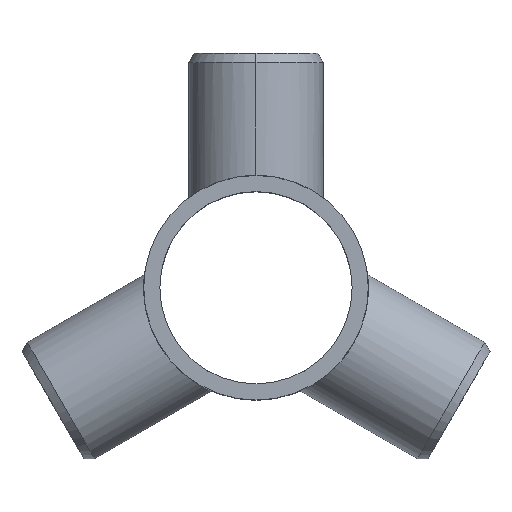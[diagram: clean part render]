
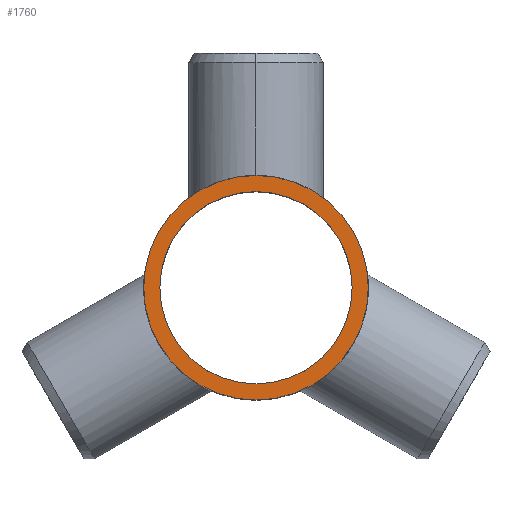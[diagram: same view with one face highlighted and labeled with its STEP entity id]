
A CAD part, top view. The second image highlights one B-rep face of the part: STEP entity #1760.
In plain terms, the highlighted planar face has unit normal (0, 0, 1).
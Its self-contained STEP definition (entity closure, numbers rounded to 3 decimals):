
#77 = AXIS2_PLACEMENT_3D ( 'NONE', #1254, #3658, #4381 ) ;
#161 = PLANE ( 'NONE',  #647 ) ;
#368 = CARTESIAN_POINT ( 'NONE',  ( 0., 0., 0. ) ) ;
#396 = ORIENTED_EDGE ( 'NONE', *, *, #2282, .T. ) ;
#435 = ORIENTED_EDGE ( 'NONE', *, *, #2949, .T. ) ;
#461 = CARTESIAN_POINT ( 'NONE',  ( 18.4, 0., 0. ) ) ;
#560 = CIRCLE ( 'NONE', #4154, 15.75 ) ;
#647 = AXIS2_PLACEMENT_3D ( 'NONE', #3699, #3283, #4856 ) ;
#1254 = CARTESIAN_POINT ( 'NONE',  ( 0., 0., 0. ) ) ;
#1410 = DIRECTION ( 'NONE',  ( 0., 0., 1. ) ) ;
#1413 = EDGE_CURVE ( 'NONE', #2129, #4002, #560, .T. ) ;
#1617 = CIRCLE ( 'NONE', #3500, 18.4 ) ;
#1760 = ADVANCED_FACE ( 'NONE', ( #4109, #4055 ), #161, .F. ) ;
#1893 = VERTEX_POINT ( 'NONE', #461 ) ;
#2115 = VERTEX_POINT ( 'NONE', #2902 ) ;
#2129 = VERTEX_POINT ( 'NONE', #3997 ) ;
#2261 = CARTESIAN_POINT ( 'NONE',  ( 0., 0., 0. ) ) ;
#2282 = EDGE_CURVE ( 'NONE', #1893, #2115, #1617, .T. ) ;
#2438 = ORIENTED_EDGE ( 'NONE', *, *, #2445, .T. ) ;
#2445 = EDGE_CURVE ( 'NONE', #2115, #1893, #4984, .T. ) ;
#2902 = CARTESIAN_POINT ( 'NONE',  ( -18.4, 0., 0. ) ) ;
#2949 = EDGE_CURVE ( 'NONE', #4002, #2129, #3004, .T. ) ;
#2959 = DIRECTION ( 'NONE',  ( 1., 0., 0. ) ) ;
#3004 = CIRCLE ( 'NONE', #3823, 15.75 ) ;
#3051 = EDGE_LOOP ( 'NONE', ( #3703, #435 ) ) ;
#3283 = DIRECTION ( 'NONE',  ( 0., 0., -1. ) ) ;
#3500 = AXIS2_PLACEMENT_3D ( 'NONE', #2261, #1410, #2959 ) ;
#3632 = CARTESIAN_POINT ( 'NONE',  ( 15.75, 0., 0. ) ) ;
#3658 = DIRECTION ( 'NONE',  ( 0., 0., 1. ) ) ;
#3699 = CARTESIAN_POINT ( 'NONE',  ( 0., 18.4, 0. ) ) ;
#3703 = ORIENTED_EDGE ( 'NONE', *, *, #1413, .T. ) ;
#3823 = AXIS2_PLACEMENT_3D ( 'NONE', #4749, #4390, #4440 ) ;
#3833 = DIRECTION ( 'NONE',  ( -1., 0., 0. ) ) ;
#3997 = CARTESIAN_POINT ( 'NONE',  ( -15.75, 0., 0. ) ) ;
#4002 = VERTEX_POINT ( 'NONE', #3632 ) ;
#4055 = FACE_OUTER_BOUND ( 'NONE', #5017, .T. ) ;
#4109 = FACE_BOUND ( 'NONE', #3051, .T. ) ;
#4154 = AXIS2_PLACEMENT_3D ( 'NONE', #368, #4286, #3833 ) ;
#4286 = DIRECTION ( 'NONE',  ( 0., 0., -1. ) ) ;
#4381 = DIRECTION ( 'NONE',  ( 1., 0., 0. ) ) ;
#4390 = DIRECTION ( 'NONE',  ( 0., 0., -1. ) ) ;
#4440 = DIRECTION ( 'NONE',  ( -1., 0., 0. ) ) ;
#4749 = CARTESIAN_POINT ( 'NONE',  ( 0., 0., 0. ) ) ;
#4856 = DIRECTION ( 'NONE',  ( 0., -1., 0. ) ) ;
#4984 = CIRCLE ( 'NONE', #77, 18.4 ) ;
#5017 = EDGE_LOOP ( 'NONE', ( #396, #2438 ) ) ;
